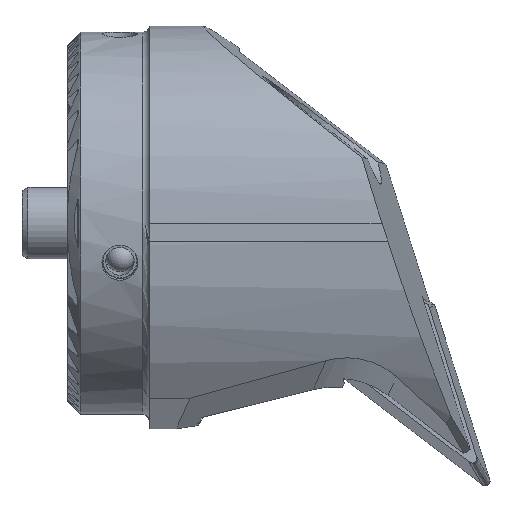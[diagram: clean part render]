
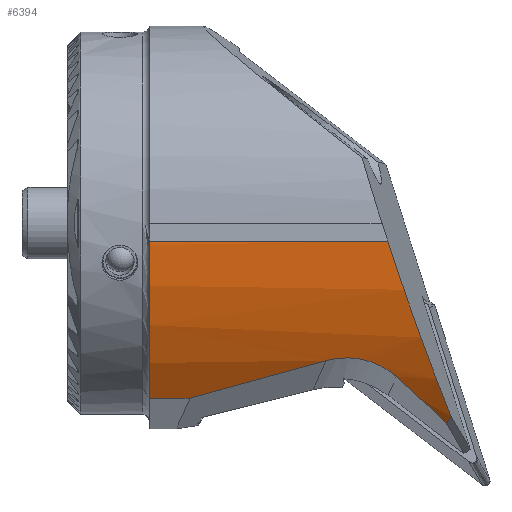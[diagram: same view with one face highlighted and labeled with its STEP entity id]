
A CAD part, front view. The second image highlights one B-rep face of the part: STEP entity #6394.
In plain terms, the highlighted cylindrical face has radius 23 mm (diameter 46 mm), a partial arc.
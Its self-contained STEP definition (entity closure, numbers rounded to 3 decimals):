
#70 = CARTESIAN_POINT ( 'NONE',  ( 26.971, -13.589, -12.701 ) ) ;
#109 = CARTESIAN_POINT ( 'NONE',  ( 26.133, -13.904, -12.116 ) ) ;
#147 = CARTESIAN_POINT ( 'NONE',  ( 26.771, -13.677, -12.542 ) ) ;
#197 = CARTESIAN_POINT ( 'NONE',  ( 25.676, -14.027, -11.876 ) ) ;
#352 = CARTESIAN_POINT ( 'NONE',  ( 26.44, -16.5, -1.5 ) ) ;
#503 = CARTESIAN_POINT ( 'NONE',  ( 6.499, -16.5, -1.5 ) ) ;
#523 = B_SPLINE_CURVE_WITH_KNOTS ( 'NONE', 3,
 ( #11458, #3440, #8478, #1456 ),
 .UNSPECIFIED., .F., .F.,
 ( 4, 4 ),
 ( 0., 0. ),
 .UNSPECIFIED. ) ;
#548 = LINE ( 'NONE', #9663, #12364 ) ;
#560 = CARTESIAN_POINT ( 'NONE',  ( 13.429, -13.066, -13.651 ) ) ;
#653 = CARTESIAN_POINT ( 'NONE',  ( 27.159, -13.494, -12.868 ) ) ;
#1456 = CARTESIAN_POINT ( 'NONE',  ( 6.5, -16.497, -1.842 ) ) ;
#1616 = CARTESIAN_POINT ( 'NONE',  ( 31.348, -10.711, -16.758 ) ) ;
#2070 =( BOUNDED_CURVE ( )  B_SPLINE_CURVE ( 3, ( #3511, #560, #11392, #4473 ),
 .UNSPECIFIED., .F., .T. ) 
 B_SPLINE_CURVE_WITH_KNOTS ( ( 4, 4 ),
 ( 3.955, 4.114 ),
 .UNSPECIFIED. ) 
 CURVE ( )  GEOMETRIC_REPRESENTATION_ITEM ( )  RATIONAL_B_SPLINE_CURVE ( ( 1., 0.998, 0.998, 1. ) ) 
 REPRESENTATION_ITEM ( '' )  );
#2201 = CARTESIAN_POINT ( 'NONE',  ( 21.792, -14.276, -11.368 ) ) ;
#2243 = CARTESIAN_POINT ( 'NONE',  ( 26.352, -13.834, -12.25 ) ) ;
#2295 = ORIENTED_EDGE ( 'NONE', *, *, #11198, .T. ) ;
#2297 = VERTEX_POINT ( 'NONE', #10250 ) ;
#2474 = EDGE_CURVE ( 'NONE', #4935, #2297, #3976, .T. ) ;
#2564 = AXIS2_PLACEMENT_3D ( 'NONE', #7852, #4141, #5041 ) ;
#2603 = ORIENTED_EDGE ( 'NONE', *, *, #5865, .T. ) ;
#3185 = CARTESIAN_POINT ( 'NONE',  ( 24.689, -14.21, -11.506 ) ) ;
#3440 = CARTESIAN_POINT ( 'NONE',  ( 6.5, -16.5, -1.614 ) ) ;
#3511 = CARTESIAN_POINT ( 'NONE',  ( 9.874, -12.371, -14.648 ) ) ;
#3686 = CARTESIAN_POINT ( 'NONE',  ( 27.159, -13.494, -12.868 ) ) ;
#3728 = FACE_OUTER_BOUND ( 'NONE', #6188, .T. ) ;
#3976 =( BOUNDED_CURVE ( )  B_SPLINE_CURVE ( 3, ( #12753, #5896, #12794, #11868 ),
 .UNSPECIFIED., .F., .T. ) 
 B_SPLINE_CURVE_WITH_KNOTS ( ( 4, 4 ),
 ( 4.395, 5.086 ),
 .UNSPECIFIED. ) 
 CURVE ( )  GEOMETRIC_REPRESENTATION_ITEM ( )  RATIONAL_B_SPLINE_CURVE ( ( 1., 0.961, 0.961, 1. ) ) 
 REPRESENTATION_ITEM ( '' )  );
#4141 = DIRECTION ( 'NONE',  ( 1., 0., 0. ) ) ;
#4225 = VERTEX_POINT ( 'NONE', #8122 ) ;
#4256 = CARTESIAN_POINT ( 'NONE',  ( 24.176, -14.268, -11.385 ) ) ;
#4432 = ORIENTED_EDGE ( 'NONE', *, *, #6552, .T. ) ;
#4473 = CARTESIAN_POINT ( 'NONE',  ( 21.277, -14.209, -11.507 ) ) ;
#4492 = LINE ( 'NONE', #7260, #11768 ) ;
#4565 = VERTEX_POINT ( 'NONE', #10389 ) ;
#4935 = VERTEX_POINT ( 'NONE', #352 ) ;
#4994 = EDGE_CURVE ( 'NONE', #5505, #5535, #2070, .T. ) ;
#5006 =( BOUNDED_CURVE ( )  B_SPLINE_CURVE ( 3, ( #11855, #11975, #5918, #8909 ),
 .UNSPECIFIED., .F., .F. ) 
 B_SPLINE_CURVE_WITH_KNOTS ( ( 4, 4 ),
 ( 3.455, 3.489 ),
 .UNSPECIFIED. ) 
 CURVE ( )  GEOMETRIC_REPRESENTATION_ITEM ( )  RATIONAL_B_SPLINE_CURVE ( ( 1., 1., 1., 1. ) ) 
 REPRESENTATION_ITEM ( '' )  );
#5041 = DIRECTION ( 'NONE',  ( 0., 0., -1. ) ) ;
#5070 = CARTESIAN_POINT ( 'NONE',  ( 23.915, -14.289, -11.341 ) ) ;
#5140 = EDGE_CURVE ( 'NONE', #7948, #4225, #12628, .T. ) ;
#5157 = CARTESIAN_POINT ( 'NONE',  ( 24.943, -14.172, -11.583 ) ) ;
#5209 = CARTESIAN_POINT ( 'NONE',  ( 23.386, -14.315, -11.285 ) ) ;
#5454 = CARTESIAN_POINT ( 'NONE',  ( 21.277, -14.209, -11.507 ) ) ;
#5505 = VERTEX_POINT ( 'NONE', #6538 ) ;
#5508 = DIRECTION ( 'NONE',  ( 0., 0., -1. ) ) ;
#5517 = B_SPLINE_CURVE_WITH_KNOTS ( 'NONE', 3,
 ( #6170, #2201, #10193, #9162, #5209, #5070, #4256, #3185, #5157, #7215, #197, #109, #2243, #147, #70, #12012 ),
 .UNSPECIFIED., .F., .F.,
 ( 4, 2, 2, 2, 2, 2, 2, 4 ),
 ( 0., 0.002, 0.002, 0.003, 0.004, 0.005, 0.006, 0.006 ),
 .UNSPECIFIED. ) ;
#5535 = VERTEX_POINT ( 'NONE', #5454 ) ;
#5576 = VERTEX_POINT ( 'NONE', #503 ) ;
#5782 = CIRCLE ( 'NONE', #2564, 23. ) ;
#5865 = EDGE_CURVE ( 'NONE', #5576, #6330, #523, .T. ) ;
#5896 = CARTESIAN_POINT ( 'NONE',  ( 28.191, -16.5, -6.911 ) ) ;
#5918 = CARTESIAN_POINT ( 'NONE',  ( 31.609, -11.05, -16.368 ) ) ;
#5930 = ORIENTED_EDGE ( 'NONE', *, *, #2474, .F. ) ;
#6170 = CARTESIAN_POINT ( 'NONE',  ( 21.277, -14.209, -11.507 ) ) ;
#6188 = EDGE_LOOP ( 'NONE', ( #7614, #2295, #5930, #12063, #2603, #4432, #11901, #9581, #11921 ) ) ;
#6330 = VERTEX_POINT ( 'NONE', #11571 ) ;
#6394 = ADVANCED_FACE ( 'NONE', ( #3728 ), #6405, .T. ) ;
#6405 = CYLINDRICAL_SURFACE ( 'NONE', #9480, 23. ) ;
#6538 = CARTESIAN_POINT ( 'NONE',  ( 9.874, -12.371, -14.648 ) ) ;
#6552 = EDGE_CURVE ( 'NONE', #6330, #4565, #5782, .T. ) ;
#6689 = CARTESIAN_POINT ( 'NONE',  ( 28.717, -12.703, -14.259 ) ) ;
#7215 = CARTESIAN_POINT ( 'NONE',  ( 25.439, -14.081, -11.769 ) ) ;
#7260 = CARTESIAN_POINT ( 'NONE',  ( -1.123, -16.5, -1.5 ) ) ;
#7614 = ORIENTED_EDGE ( 'NONE', *, *, #5140, .T. ) ;
#7852 = CARTESIAN_POINT ( 'NONE',  ( 6.5, 6.5, -1.5 ) ) ;
#7948 = VERTEX_POINT ( 'NONE', #653 ) ;
#8122 = CARTESIAN_POINT ( 'NONE',  ( 31.348, -10.711, -16.758 ) ) ;
#8478 = CARTESIAN_POINT ( 'NONE',  ( 6.5, -16.499, -1.728 ) ) ;
#8587 = CARTESIAN_POINT ( 'NONE',  ( -1.123, 6.5, -1.5 ) ) ;
#8909 = CARTESIAN_POINT ( 'NONE',  ( 31.749, -11.215, -16.169 ) ) ;
#8947 = EDGE_CURVE ( 'NONE', #5535, #7948, #5517, .T. ) ;
#9118 = EDGE_CURVE ( 'NONE', #5576, #4935, #4492, .T. ) ;
#9162 = CARTESIAN_POINT ( 'NONE',  ( 23.116, -14.32, -11.274 ) ) ;
#9480 = AXIS2_PLACEMENT_3D ( 'NONE', #8587, #12415, #5508 ) ;
#9581 = ORIENTED_EDGE ( 'NONE', *, *, #4994, .T. ) ;
#9663 = CARTESIAN_POINT ( 'NONE',  ( -1.123, -12.371, -14.648 ) ) ;
#9706 = CARTESIAN_POINT ( 'NONE',  ( 30.118, -11.772, -15.56 ) ) ;
#9804 = EDGE_CURVE ( 'NONE', #4565, #5505, #548, .T. ) ;
#10193 = CARTESIAN_POINT ( 'NONE',  ( 22.316, -14.312, -11.291 ) ) ;
#10250 = CARTESIAN_POINT ( 'NONE',  ( 31.749, -11.215, -16.169 ) ) ;
#10389 = CARTESIAN_POINT ( 'NONE',  ( 6.5, -12.371, -14.648 ) ) ;
#11198 = EDGE_CURVE ( 'NONE', #4225, #2297, #5006, .T. ) ;
#11366 = DIRECTION ( 'NONE',  ( 1., 0., 0. ) ) ;
#11392 = CARTESIAN_POINT ( 'NONE',  ( 17.238, -13.68, -12.602 ) ) ;
#11458 = CARTESIAN_POINT ( 'NONE',  ( 6.499, -16.5, -1.5 ) ) ;
#11571 = CARTESIAN_POINT ( 'NONE',  ( 6.5, -16.497, -1.842 ) ) ;
#11768 = VECTOR ( 'NONE', #11366, 1000. ) ;
#11855 = CARTESIAN_POINT ( 'NONE',  ( 31.348, -10.711, -16.758 ) ) ;
#11868 = CARTESIAN_POINT ( 'NONE',  ( 31.749, -11.215, -16.169 ) ) ;
#11901 = ORIENTED_EDGE ( 'NONE', *, *, #9804, .T. ) ;
#11921 = ORIENTED_EDGE ( 'NONE', *, *, #8947, .T. ) ;
#11975 = CARTESIAN_POINT ( 'NONE',  ( 31.475, -10.882, -16.564 ) ) ;
#12012 = CARTESIAN_POINT ( 'NONE',  ( 27.159, -13.494, -12.868 ) ) ;
#12063 = ORIENTED_EDGE ( 'NONE', *, *, #9118, .F. ) ;
#12364 = VECTOR ( 'NONE', #12578, 1000. ) ;
#12415 = DIRECTION ( 'NONE',  ( 1., 0., 0. ) ) ;
#12578 = DIRECTION ( 'NONE',  ( 1., 0., 0. ) ) ;
#12628 =( BOUNDED_CURVE ( )  B_SPLINE_CURVE ( 3, ( #3686, #6689, #9706, #1616 ),
 .UNSPECIFIED., .F., .T. ) 
 B_SPLINE_CURVE_WITH_KNOTS ( ( 4, 4 ),
 ( 5.453, 5.661 ),
 .UNSPECIFIED. ) 
 CURVE ( )  GEOMETRIC_REPRESENTATION_ITEM ( )  RATIONAL_B_SPLINE_CURVE ( ( 1., 0.996, 0.996, 1. ) ) 
 REPRESENTATION_ITEM ( '' )  );
#12753 = CARTESIAN_POINT ( 'NONE',  ( 26.44, -16.5, -1.5 ) ) ;
#12794 = CARTESIAN_POINT ( 'NONE',  ( 30.033, -14.666, -12.002 ) ) ;
